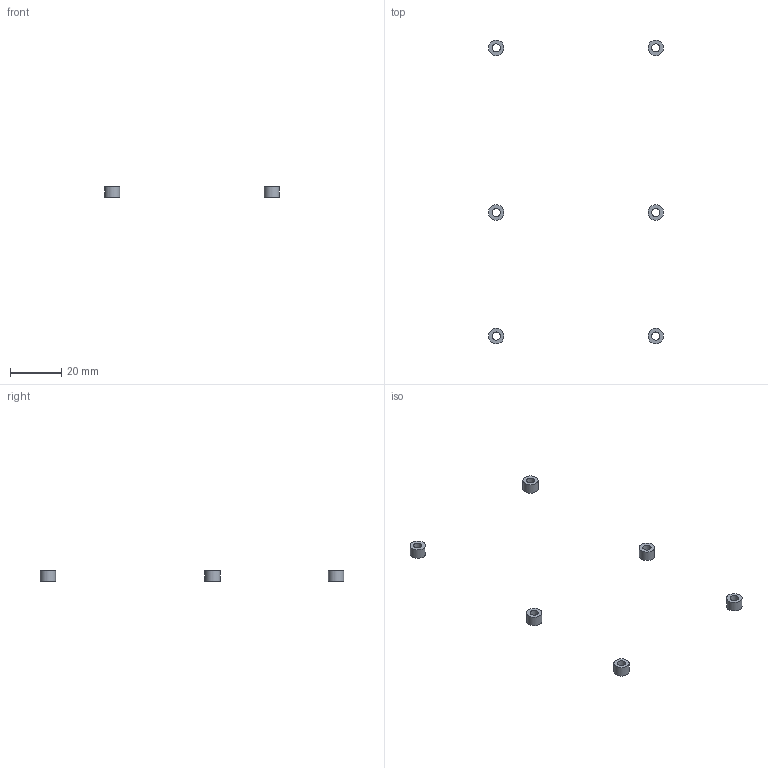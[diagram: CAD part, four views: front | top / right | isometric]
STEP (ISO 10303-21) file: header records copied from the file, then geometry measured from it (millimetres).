
FILE_DESCRIPTION(/* description */ (''),/* implementation_level */ '2;1');
FILE_NAME(/* name */ '',/* time_stamp */ '2025-12-27T22:18:16+03:00',/* author */ ('katya_notebook'),/* organization */ (''),/* preprocessor_version */ 'ST-DEVELOPER v20',/* originating_system */ 'Autodesk Inventor 2024',/* authorisation */ '');
FILE_SCHEMA (('AUTOMOTIVE_DESIGN { 1 0 10303 214 3 1 1 }'));
Length unit declared in the file: millimetre
Products named in the file (1): проставка платы
Bounding box: 68 x 118 x 4 mm (x, y, z)
Volume: 485.6 mm3; surface area: 936.4 mm2
Topology: 6 solids, 6 shells, 24 faces, 36 edges, 24 vertices
Faces by surface type: cylinder 12, plane 12
Full cylindrical faces by diameter (mm): 3.2 x6, 6 x6
Entity records: 606 total; most frequent: DIRECTION 110, CARTESIAN_POINT 85, ORIENTED_EDGE 72, AXIS2_PLACEMENT_3D 49, EDGE_LOOP 36, EDGE_CURVE 36, FACE_OUTER_BOUND 24, CIRCLE 24
